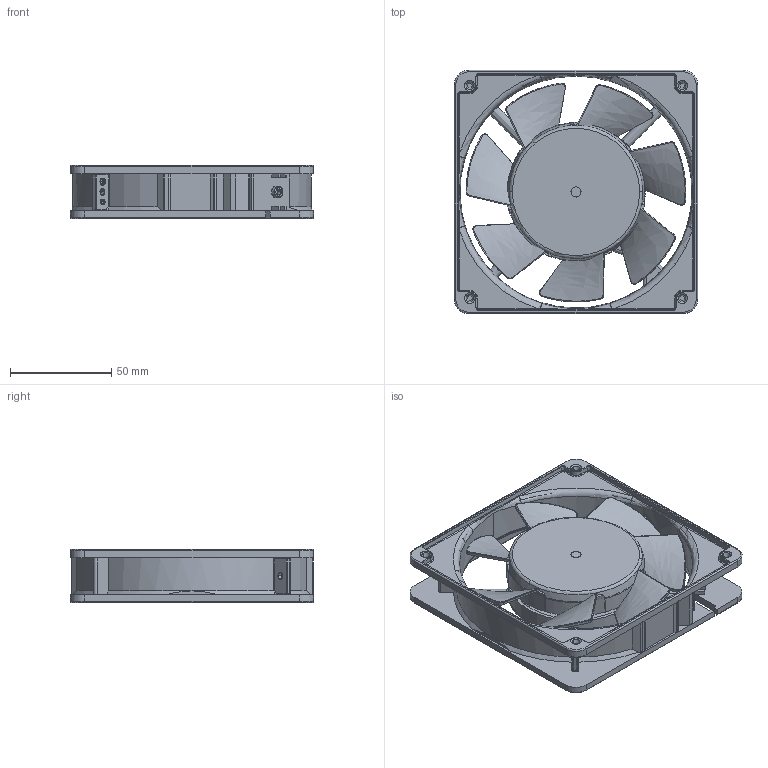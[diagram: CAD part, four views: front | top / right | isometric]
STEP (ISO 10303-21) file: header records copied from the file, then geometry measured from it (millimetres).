
FILE_DESCRIPTION((''),'2;1');
FILE_NAME('ASM0008_ASM','2024-08-19T16:42:48',('Administrator'),(''),'CREO PARAMETRIC BY PTC INC, 2019010','CREO PARAMETRIC BY PTC INC, 2019010','');
FILE_SCHEMA(('CONFIG_CONTROL_DESIGN'));
Products named in the file (3): PRT0025; PRT0026; ASM0008_ASM
Assembly tree (2 placements, depth 2):
  ASM0008_ASM
    PRT0025
    PRT0026
Bounding box: 120.3 x 120.3 x 26.3 mm (x, y, z)
Volume: 55066.4 mm3; surface area: 70361.8 mm2
Topology: 2 solids, 2 shells, 1206 faces, 3264 edges, 2098 vertices
Faces by surface type: plane 630, cylinder 209, bspline 164, cone 118, torus 64, extrusion 17, revolution 4
Entity records: 61681 total; most frequent: CARTESIAN_POINT 32820, ORIENTED_EDGE 6496, DIRECTION 5252, EDGE_CURVE 3248, VERTEX_POINT 2098, VECTOR 1904, LINE 1887, AXIS2_PLACEMENT_3D 1672
